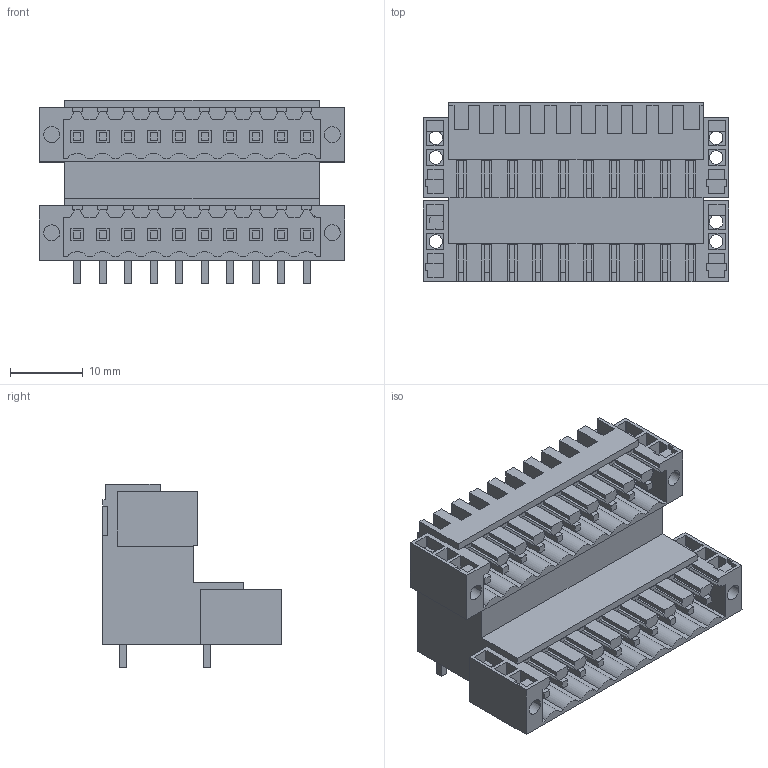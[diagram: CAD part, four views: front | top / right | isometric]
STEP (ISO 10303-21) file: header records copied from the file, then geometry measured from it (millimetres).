
FILE_DESCRIPTION(('CATIA V5 STEP Exchange','CAx-IF Rec.Pracs.--- Model Styling and Organization---1.4--- 2014-01-23'),'2;1');
FILE_NAME ('D1454189_2_1642410000_1642410000.stp','2022-07-28T10:41:14+00:00',('none'),('Weidmueller'),'CATIA Version 5-6 Release 2016 SP3 HF44','CATIA V5 STEP AP214','none');
FILE_SCHEMA(('AUTOMOTIVE_DESIGN { 1 0 10303 214 1 1 1 1 }'));
Length unit declared in the file: millimetre
Products named in the file (1): 1642410000
Bounding box: 41.9 x 24.55 x 25.2 mm (x, y, z)
Volume: 8714.3 mm3; surface area: 11713 mm2
Topology: 21 solids, 21 shells, 1241 faces, 3413 edges, 2242 vertices
Faces by surface type: plane 1106, cylinder 135
Entity records: 35699 total; most frequent: CARTESIAN_POINT 6798, ORIENTED_EDGE 6766, DIRECTION 4543, EDGE_CURVE 3383, VECTOR 3100, LINE 3100, VERTEX_POINT 2227, EDGE_LOOP 1360
